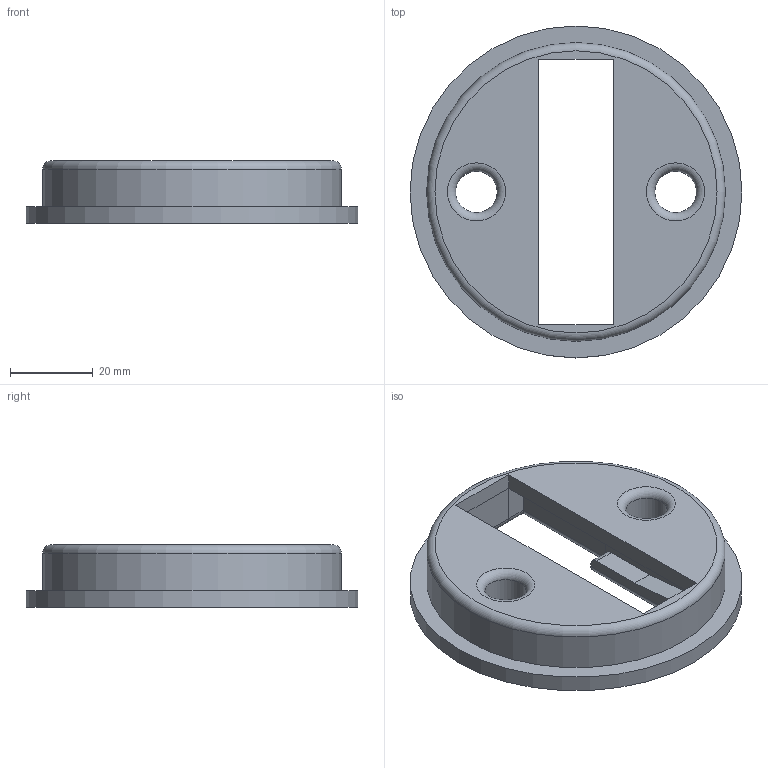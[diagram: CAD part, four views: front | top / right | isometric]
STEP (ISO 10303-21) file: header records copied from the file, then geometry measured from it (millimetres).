
FILE_DESCRIPTION(('FreeCAD Model'),'2;1');
FILE_NAME('Open CASCADE Shape Model','2024-06-03T16:55:41',('Author'),( ''),'Open CASCADE STEP processor 7.6','FreeCAD','Unknown');
FILE_SCHEMA(('AUTOMOTIVE_DESIGN { 1 0 10303 214 1 1 1 1 }'));
Length unit declared in the file: millimetre
Products named in the file (1): Fillet001
Bounding box: 80 x 80 x 15 mm (x, y, z)
Volume: 39567.7 mm3; surface area: 14790.9 mm2
Topology: 1 solids, 1 shells, 51 faces, 117 edges, 69 vertices
Faces by surface type: plane 30, cylinder 16, torus 5
Full cylindrical faces by diameter (mm): 10 x2, 72 x1, 80 x1
Entity records: 1441 total; most frequent: DIRECTION 253, CARTESIAN_POINT 238, ORIENTED_EDGE 234, EDGE_CURVE 117, LINE 85, VECTOR 85, AXIS2_PLACEMENT_3D 84, VERTEX_POINT 69
